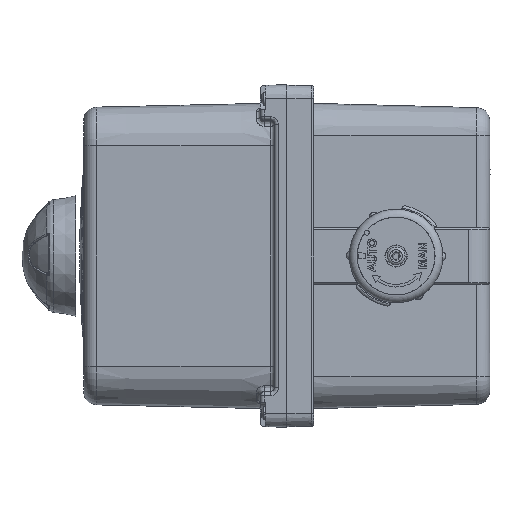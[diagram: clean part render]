
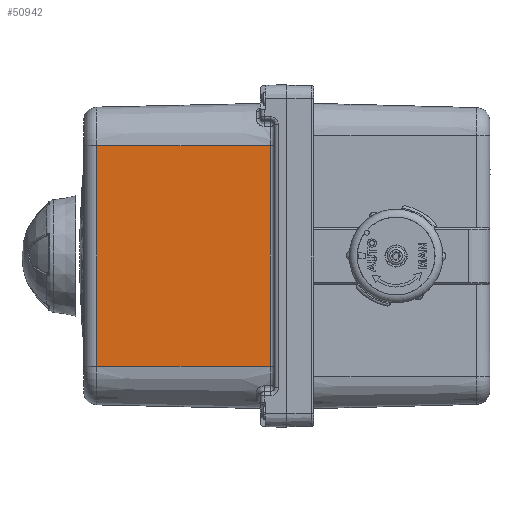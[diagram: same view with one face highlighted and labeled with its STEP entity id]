
A CAD part, left-side view. The second image highlights one B-rep face of the part: STEP entity #50942.
In plain terms, the highlighted planar face has unit normal (-1, 0.023, 0).
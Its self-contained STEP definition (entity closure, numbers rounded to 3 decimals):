
#5668=LINE('',#97375,#11849);
#5820=LINE('',#100084,#12001);
#5852=LINE('',#100203,#12033);
#5853=LINE('',#100205,#12034);
#11849=VECTOR('',#64021,1000.);
#12001=VECTOR('',#64943,1000.);
#12033=VECTOR('',#65067,1000.);
#12034=VECTOR('',#65070,1000.);
#15890=PLANE('',#59106);
#21880=ORIENTED_EDGE('',*,*,#32368,.T.);
#21881=ORIENTED_EDGE('',*,*,#32322,.T.);
#21882=ORIENTED_EDGE('',*,*,#32369,.F.);
#21883=ORIENTED_EDGE('',*,*,#31699,.T.);
#31699=EDGE_CURVE('',#41094,#41096,#5668,.T.);
#32322=EDGE_CURVE('',#41577,#41482,#5820,.F.);
#32368=EDGE_CURVE('',#41096,#41577,#5852,.T.);
#32369=EDGE_CURVE('',#41094,#41482,#5853,.T.);
#41094=VERTEX_POINT('',#97368);
#41096=VERTEX_POINT('',#97374);
#41482=VERTEX_POINT('',#99428);
#41577=VERTEX_POINT('',#100080);
#47494=EDGE_LOOP('',(#21880,#21881,#21882,#21883));
#49276=FACE_BOUND('',#47494,.T.);
#50942=ADVANCED_FACE('',(#49276),#15890,.T.);
#59106=AXIS2_PLACEMENT_3D('',#100204,#65068,#65069);
#64021=DIRECTION('',(0.,0.,-1.));
#64943=DIRECTION('',(0.,0.,-1.));
#65067=DIRECTION('',(-0.023,-1.,0.));
#65068=DIRECTION('',(-1.,0.023,0.));
#65069=DIRECTION('',(0.023,1.,0.));
#65070=DIRECTION('',(-0.023,-1.,0.));
#97368=CARTESIAN_POINT('',(-37.13,121.539,239.555));
#97374=CARTESIAN_POINT('',(-37.13,121.539,157.055));
#97375=CARTESIAN_POINT('',(-37.13,121.539,157.055));
#99428=CARTESIAN_POINT('',(-38.604,56.592,239.555));
#100080=CARTESIAN_POINT('',(-38.604,56.592,157.055));
#100084=CARTESIAN_POINT('',(-38.604,56.592,239.555));
#100203=CARTESIAN_POINT('',(-38.744,50.426,157.055));
#100204=CARTESIAN_POINT('',(-38.744,50.426,239.555));
#100205=CARTESIAN_POINT('',(-38.744,50.426,239.555));
